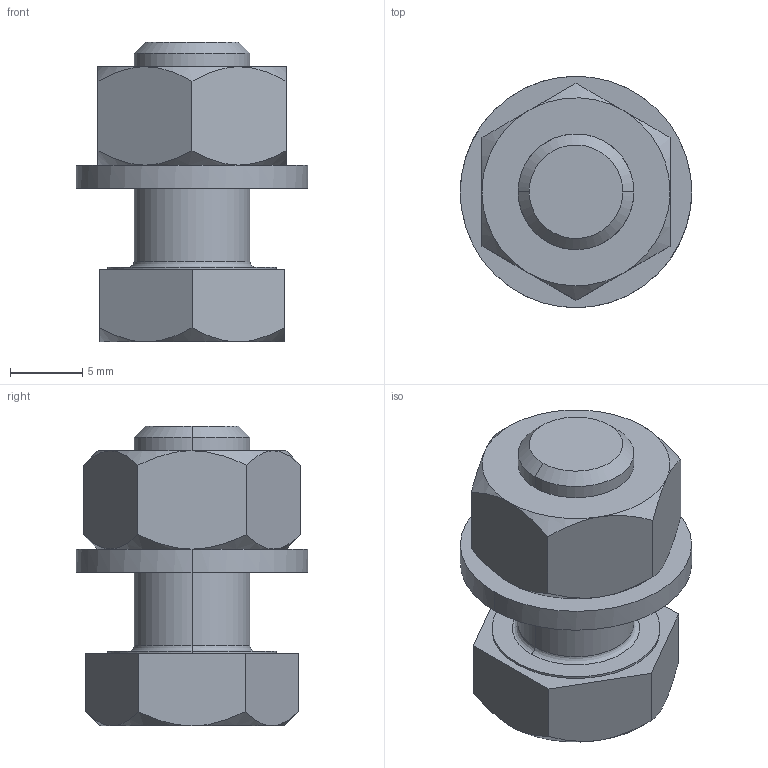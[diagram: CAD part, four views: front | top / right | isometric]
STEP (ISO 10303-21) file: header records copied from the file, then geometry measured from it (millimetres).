
FILE_DESCRIPTION(/* description */ (''),/* implementation_level */ '2;1');
FILE_NAME(/* name */ '3158624',/* time_stamp */ '2014-04-14T15:55:33+02:00',/* author */ (''),/* organization */ (''),/* preprocessor_version */ 'ST-DEVELOPER v15',/* originating_system */ '',/* authorisation */ '');
FILE_SCHEMA (('CONFIG_CONTROL_DESIGN'));
Length unit declared in the file: millimetre
Products named in the file (3): Document; DEI4032_OT_080_8; DEI7089_080_ST
Assembly tree (2 placements, depth 2):
  Document
    DEI4032_OT_080_8
    DEI7089_080_ST
Bounding box: 16 x 16 x 20.73 mm (x, y, z)
Volume: 2467 mm3; surface area: 2094.6 mm2
Topology: 3 solids, 4 shells, 58 faces, 124 edges, 74 vertices
Faces by surface type: bspline 38, plane 20
Entity records: 2478 total; most frequent: CARTESIAN_POINT 1421, ORIENTED_EDGE 244, EDGE_CURVE 124, VERTEX_POINT 74, B_SPLINE_CURVE_WITH_KNOTS 72, EDGE_LOOP 64, ADVANCED_FACE 58, FACE_OUTER_BOUND 58
